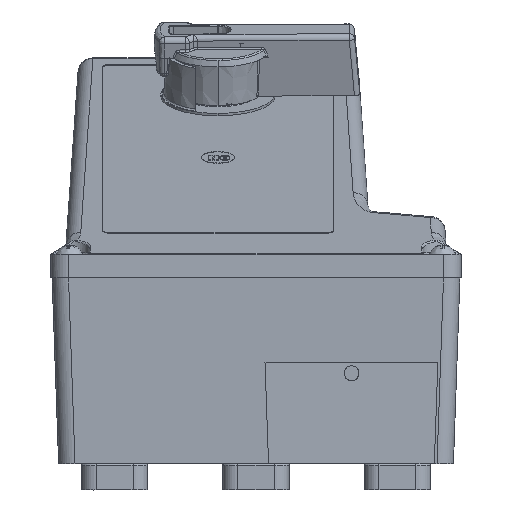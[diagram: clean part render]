
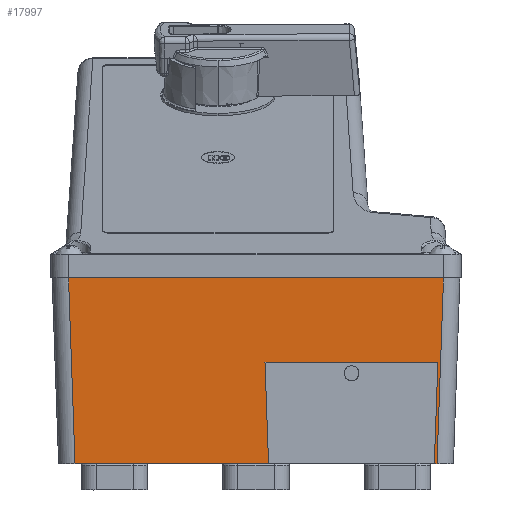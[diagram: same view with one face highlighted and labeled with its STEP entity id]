
A CAD part, left-side view. The second image highlights one B-rep face of the part: STEP entity #17997.
In plain terms, the highlighted planar face has unit normal (-0.999, 0, -0.035).
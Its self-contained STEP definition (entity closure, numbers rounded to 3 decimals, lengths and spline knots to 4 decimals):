
#2368 = CARTESIAN_POINT ( 'NONE',  ( -5.061, -2.9651, -3.4886 ) ) ;
#2495 = ORIENTED_EDGE ( 'NONE', *, *, #23853, .F. ) ;
#2887 = DIRECTION ( 'NONE',  ( 0., 1., 0. ) ) ;
#2907 = VECTOR ( 'NONE', #2887, 39.3701 ) ;
#3858 = VECTOR ( 'NONE', #12495, 39.3701 ) ;
#3877 = LINE ( 'NONE', #81238, #64072 ) ;
#8251 = CARTESIAN_POINT ( 'NONE',  ( -5.061, -0.1814, -3.4886 ) ) ;
#8744 = LINE ( 'NONE', #16094, #80569 ) ;
#9718 = CARTESIAN_POINT ( 'NONE',  ( -5.061, 3.4524, -3.4886 ) ) ;
#11807 = VECTOR ( 'NONE', #32473, 39.3701 ) ;
#12495 = DIRECTION ( 'NONE',  ( 0., 1., 0. ) ) ;
#13011 = LINE ( 'NONE', #25137, #11807 ) ;
#15515 = VERTEX_POINT ( 'NONE', #2368 ) ;
#16094 = CARTESIAN_POINT ( 'NONE',  ( -5.1699, 3.4524, -0.3686 ) ) ;
#16719 = VECTOR ( 'NONE', #82256, 39.3701 ) ;
#17997 = ADVANCED_FACE ( 'NONE', ( #82500 ), #82070, .T. ) ;
#20031 = VERTEX_POINT ( 'NONE', #48448 ) ;
#20114 = DIRECTION ( 'NONE',  ( 0.035, -0.035, -0.999 ) ) ;
#21650 = DIRECTION ( 'NONE',  ( -0.035, -0.035, 0.999 ) ) ;
#21783 = EDGE_CURVE ( 'NONE', #25496, #45323, #68956, .T. ) ;
#22258 = LINE ( 'NONE', #9718, #16719 ) ;
#22642 = EDGE_CURVE ( 'NONE', #71907, #25496, #78853, .T. ) ;
#23853 = EDGE_CURVE ( 'NONE', #31963, #15515, #22258, .T. ) ;
#25137 = CARTESIAN_POINT ( 'NONE',  ( -5.1619, -3.1111, -0.5975 ) ) ;
#25496 = VERTEX_POINT ( 'NONE', #8251 ) ;
#26280 = EDGE_CURVE ( 'NONE', #45323, #20031, #84165, .T. ) ;
#29837 = CARTESIAN_POINT ( 'NONE',  ( -5.1204, -3.0245, -1.7877 ) ) ;
#31963 = VERTEX_POINT ( 'NONE', #57952 ) ;
#32473 = DIRECTION ( 'NONE',  ( -0.035, -0.035, 0.999 ) ) ;
#32996 = VERTEX_POINT ( 'NONE', #78884 ) ;
#36558 = CARTESIAN_POINT ( 'NONE',  ( -5.061, 3.4524, -3.4886 ) ) ;
#36560 = EDGE_CURVE ( 'NONE', #31963, #62112, #13011, .T. ) ;
#36677 = VECTOR ( 'NONE', #82992, 39.3701 ) ;
#39244 = LINE ( 'NONE', #46139, #3858 ) ;
#39606 = ORIENTED_EDGE ( 'NONE', *, *, #57041, .T. ) ;
#39800 = AXIS2_PLACEMENT_3D ( 'NONE', #62634, #49688, #76033 ) ;
#44660 = EDGE_LOOP ( 'NONE', ( #76250, #2495, #74134, #84588, #39606, #48005, #62151, #84757, #53363 ) ) ;
#44815 = CARTESIAN_POINT ( 'NONE',  ( -5.061, 0.5589, -3.4886 ) ) ;
#45323 = VERTEX_POINT ( 'NONE', #44815 ) ;
#45802 = VECTOR ( 'NONE', #63020, 39.3701 ) ;
#46139 = CARTESIAN_POINT ( 'NONE',  ( -5.1204, -3.0256, -1.7877 ) ) ;
#46440 = CARTESIAN_POINT ( 'NONE',  ( -5.1561, -0.0863, -0.7658 ) ) ;
#48005 = ORIENTED_EDGE ( 'NONE', *, *, #26280, .F. ) ;
#48448 = CARTESIAN_POINT ( 'NONE',  ( -5.061, 3.0681, -3.4886 ) ) ;
#49688 = DIRECTION ( 'NONE',  ( -0.999, 0., -0.035 ) ) ;
#51346 = CARTESIAN_POINT ( 'NONE',  ( -5.061, 3.4524, -3.4886 ) ) ;
#53018 = EDGE_CURVE ( 'NONE', #15515, #75645, #3877, .T. ) ;
#53363 = ORIENTED_EDGE ( 'NONE', *, *, #60895, .F. ) ;
#57041 = EDGE_CURVE ( 'NONE', #32996, #20031, #81718, .T. ) ;
#57952 = CARTESIAN_POINT ( 'NONE',  ( -5.061, -3.0102, -3.4886 ) ) ;
#60895 = EDGE_CURVE ( 'NONE', #75645, #71907, #39244, .T. ) ;
#62112 = VERTEX_POINT ( 'NONE', #74545 ) ;
#62151 = ORIENTED_EDGE ( 'NONE', *, *, #21783, .F. ) ;
#62297 = CARTESIAN_POINT ( 'NONE',  ( -5.1703, 3.1774, -0.359 ) ) ;
#62634 = CARTESIAN_POINT ( 'NONE',  ( -5.1699, 3.4524, -0.3686 ) ) ;
#63020 = DIRECTION ( 'NONE',  ( 0., 1., 0. ) ) ;
#64072 = VECTOR ( 'NONE', #21650, 39.3701 ) ;
#68956 = LINE ( 'NONE', #36558, #2907 ) ;
#71907 = VERTEX_POINT ( 'NONE', #73095 ) ;
#73095 = CARTESIAN_POINT ( 'NONE',  ( -5.1204, -0.122, -1.7877 ) ) ;
#74134 = ORIENTED_EDGE ( 'NONE', *, *, #36560, .T. ) ;
#74545 = CARTESIAN_POINT ( 'NONE',  ( -5.1699, -3.1191, -0.3686 ) ) ;
#75645 = VERTEX_POINT ( 'NONE', #29837 ) ;
#76033 = DIRECTION ( 'NONE',  ( -0.035, 0., 0.999 ) ) ;
#76250 = ORIENTED_EDGE ( 'NONE', *, *, #53018, .F. ) ;
#78853 = LINE ( 'NONE', #46440, #78868 ) ;
#78868 = VECTOR ( 'NONE', #20114, 39.3701 ) ;
#78884 = CARTESIAN_POINT ( 'NONE',  ( -5.1699, 3.177, -0.3686 ) ) ;
#80569 = VECTOR ( 'NONE', #80886, 39.3701 ) ;
#80886 = DIRECTION ( 'NONE',  ( 0., 1., 0. ) ) ;
#81238 = CARTESIAN_POINT ( 'NONE',  ( -5.0559, -2.96, -3.6345 ) ) ;
#81480 = EDGE_CURVE ( 'NONE', #62112, #32996, #8744, .T. ) ;
#81718 = LINE ( 'NONE', #62297, #36677 ) ;
#82070 = PLANE ( 'NONE',  #39800 ) ;
#82256 = DIRECTION ( 'NONE',  ( 0., 1., 0. ) ) ;
#82500 = FACE_OUTER_BOUND ( 'NONE', #44660, .T. ) ;
#82992 = DIRECTION ( 'NONE',  ( 0.035, -0.035, -0.999 ) ) ;
#84165 = LINE ( 'NONE', #51346, #45802 ) ;
#84588 = ORIENTED_EDGE ( 'NONE', *, *, #81480, .T. ) ;
#84757 = ORIENTED_EDGE ( 'NONE', *, *, #22642, .F. ) ;
